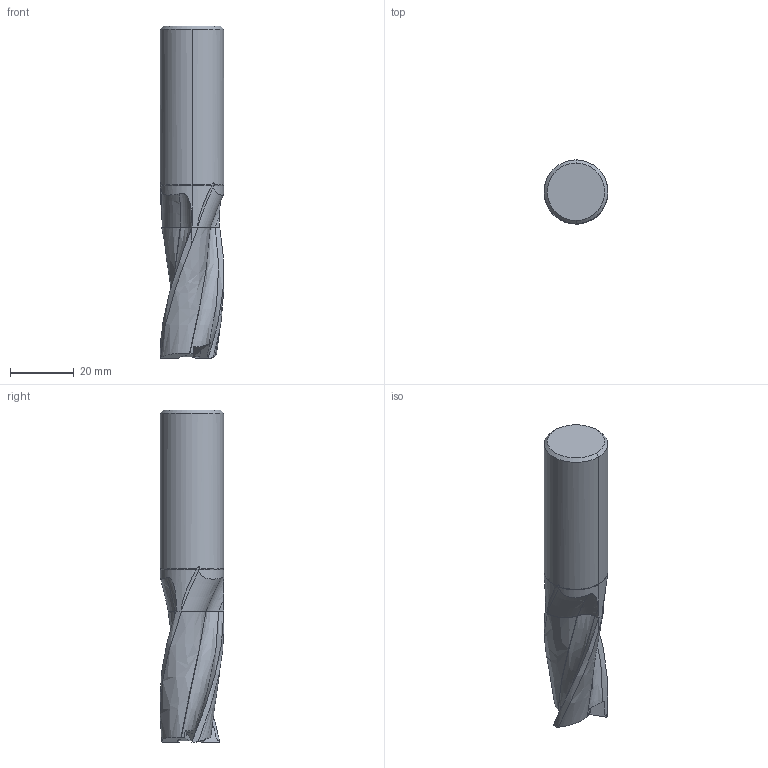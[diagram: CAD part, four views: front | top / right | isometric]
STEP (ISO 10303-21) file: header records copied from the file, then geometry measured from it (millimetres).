
FILE_DESCRIPTION(('no description'),'unknown implementation level');
FILE_NAME('EXN1-M01-0013-20-Detail.stp',' ',('CIMSOURCE GmbH'),('CADClick - KiM GmbH - www.kimweb.de'),'unknown preprocess','ACIS','unknown authorization');
FILE_SCHEMA(('automotive_design'));
Length unit declared in the file: millimetre
Products named in the file (2): NOCUT; CUT
Bounding box: 20 x 20 x 104 mm (x, y, z)
Volume: 25796.9 mm3; surface area: 9314.3 mm2
Topology: 2 solids, 2 shells, 101 faces, 287 edges, 188 vertices
Faces by surface type: plane 38, bspline 24, cone 16, revolution 12, cylinder 11
Entity records: 11923 total; most frequent: CARTESIAN_POINT 6311, STYLED_ITEM 578, PRESENTATION_STYLE_ASSIGNMENT 578, COLOUR_RGB 578, ORIENTED_EDGE 574, DIRECTION 399, EDGE_CURVE 287, CURVE_STYLE 287
